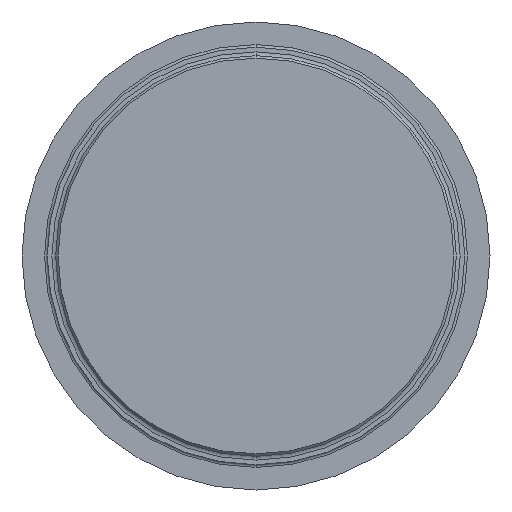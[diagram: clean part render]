
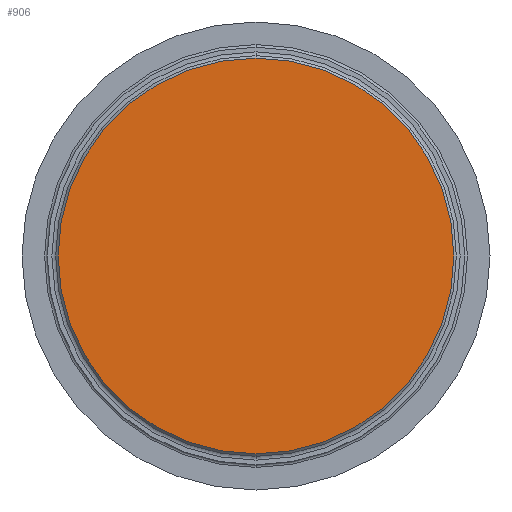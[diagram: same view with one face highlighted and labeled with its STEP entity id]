
A CAD part, front view. The second image highlights one B-rep face of the part: STEP entity #906.
In plain terms, the highlighted planar face has unit normal (0, -1, 0).
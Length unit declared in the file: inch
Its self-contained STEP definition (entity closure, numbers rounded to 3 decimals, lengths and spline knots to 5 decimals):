
#47 = DIRECTION ( 'NONE',  ( 0., 0., 1. ) ) ;
#98 = ORIENTED_EDGE ( 'NONE', *, *, #380, .T. ) ;
#117 = DIRECTION ( 'NONE',  ( 0., -1., 0. ) ) ;
#153 = CARTESIAN_POINT ( 'NONE',  ( 0., -0.63, -2.167 ) ) ;
#219 = FACE_OUTER_BOUND ( 'NONE', #556, .T. ) ;
#341 = CARTESIAN_POINT ( 'NONE',  ( 0., -0.63, 2.167 ) ) ;
#361 = AXIS2_PLACEMENT_3D ( 'NONE', #883, #1083, #500 ) ;
#380 = EDGE_CURVE ( 'NONE', #497, #484, #539, .T. ) ;
#484 = VERTEX_POINT ( 'NONE', #153 ) ;
#486 = ORIENTED_EDGE ( 'NONE', *, *, #1175, .T. ) ;
#497 = VERTEX_POINT ( 'NONE', #341 ) ;
#500 = DIRECTION ( 'NONE',  ( 0., 0., 1. ) ) ;
#526 = AXIS2_PLACEMENT_3D ( 'NONE', #681, #117, #780 ) ;
#539 = CIRCLE ( 'NONE', #777, 2.167 ) ;
#556 = EDGE_LOOP ( 'NONE', ( #98, #486 ) ) ;
#605 = DIRECTION ( 'NONE',  ( 0., -1., 0. ) ) ;
#681 = CARTESIAN_POINT ( 'NONE',  ( 0., -0.63, 0. ) ) ;
#690 = PLANE ( 'NONE',  #361 ) ;
#701 = CIRCLE ( 'NONE', #526, 2.167 ) ;
#777 = AXIS2_PLACEMENT_3D ( 'NONE', #1187, #605, #47 ) ;
#780 = DIRECTION ( 'NONE',  ( 0., 0., 1. ) ) ;
#883 = CARTESIAN_POINT ( 'NONE',  ( 2.2855, -0.63, 0. ) ) ;
#906 = ADVANCED_FACE ( 'NONE', ( #219 ), #690, .F. ) ;
#1083 = DIRECTION ( 'NONE',  ( 0., 1., 0. ) ) ;
#1175 = EDGE_CURVE ( 'NONE', #484, #497, #701, .T. ) ;
#1187 = CARTESIAN_POINT ( 'NONE',  ( 0., -0.63, 0. ) ) ;
